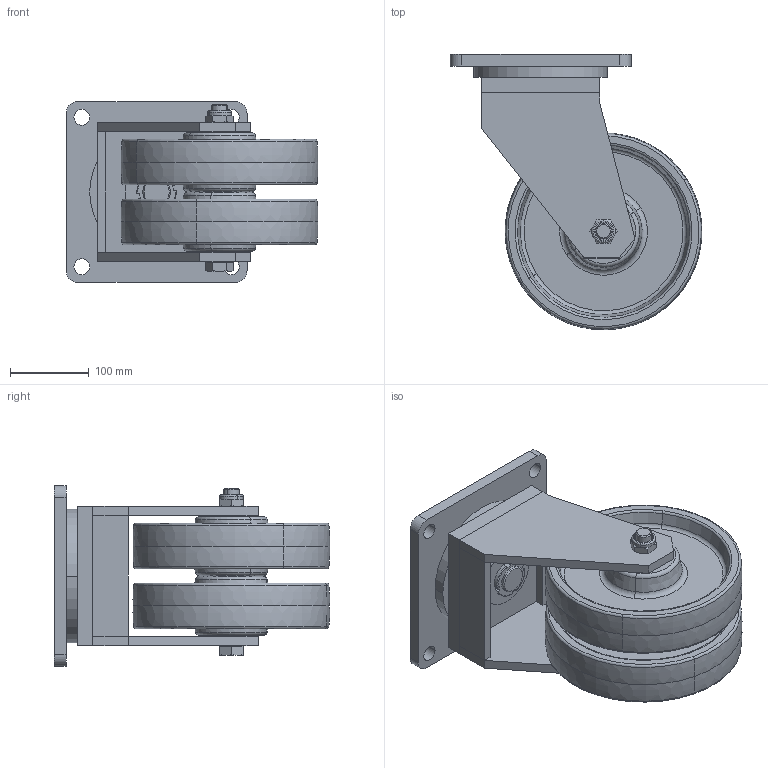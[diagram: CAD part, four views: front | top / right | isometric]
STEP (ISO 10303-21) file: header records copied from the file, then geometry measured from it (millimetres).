
FILE_DESCRIPTION (( 'STEP AP214' ), '1' );
FILE_NAME ('0015678_L-HD-PAH-250-K-3_(A-01).step', '2018-12-03T11:19:41', ( '' ), ( '' ), 'SwSTEP 2.0', 'SolidWorks 2018', '' );
FILE_SCHEMA (( 'AUTOMOTIVE_DESIGN' ));
Length unit declared in the file: millimetre
Products named in the file (1): 0015678_L-HD-PAH-250-K-3_(A-01)
Bounding box: 320.03 x 350.03 x 230 mm (x, y, z)
Volume: 5828274.9 mm3; surface area: 850442.6 mm2
Topology: 35 solids, 35 shells, 520 faces, 1096 edges, 672 vertices
Faces by surface type: cylinder 190, plane 156, torus 124, cone 46, bspline 4
Entity records: 20704 total; most frequent: CARTESIAN_POINT 2911, DIRECTION 2730, ORIENTED_EDGE 2192, AXIS2_PLACEMENT_3D 1187, EDGE_CURVE 1096, VERTEX_POINT 672, CIRCLE 670, EDGE_LOOP 614
